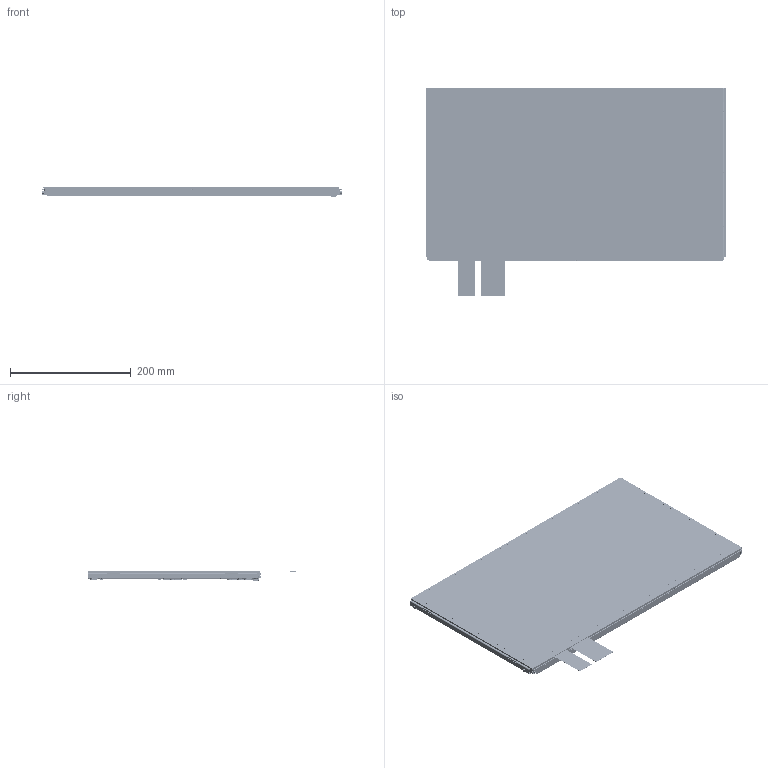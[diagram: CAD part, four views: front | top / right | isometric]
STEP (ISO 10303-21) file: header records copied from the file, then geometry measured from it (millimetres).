
FILE_DESCRIPTION(/* description */ (''),/* implementation_level */ '2;1');
FILE_NAME(/* name */ 'HP_TK-SPA215FH-12.stp',/* time_stamp */ '2023-05-22T16:53:19+09:00',/* author */ ('KIKOU-CAD2'),/* organization */ (''),/* preprocessor_version */ 'ST-DEVELOPER v18.1',/* originating_system */ 'Autodesk Inventor 2020',/* authorisation */ '');
FILE_SCHEMA (('AUTOMOTIVE_DESIGN { 1 0 10303 214 3 1 1 }'));
Products named in the file (1): HP_TK-SPA215FH-12
Bounding box: 497.6 x 346.04 x 16.99 mm (x, y, z)
Volume: 533121.3 mm3; surface area: 1063725.5 mm2
Topology: 1 solids, 3 shells, 12284 faces, 34152 edges, 21871 vertices
Faces by surface type: plane 7901, cylinder 3468, bspline 278, cone 244, sphere 204, torus 189
Full cylindrical faces by diameter (mm): 0.87 x61, 0.9 x4, 1.1 x2, 2 x5, 2.3 x2, 2.5 x6, 3 x19, 3.6 x6, 4 x8, 4.5 x4, 4.6 x7, 6 x2, 6.2 x3, 6.5 x4, 7 x4, 7.5 x6, 8 x2, 9.6 x2
Entity records: 420216 total; most frequent: CARTESIAN_POINT 100681, ORIENTED_EDGE 68280, DIRECTION 65456, EDGE_CURVE 34140, LINE 25042, VECTOR 25042, VERTEX_POINT 21871, AXIS2_PLACEMENT_3D 20207
